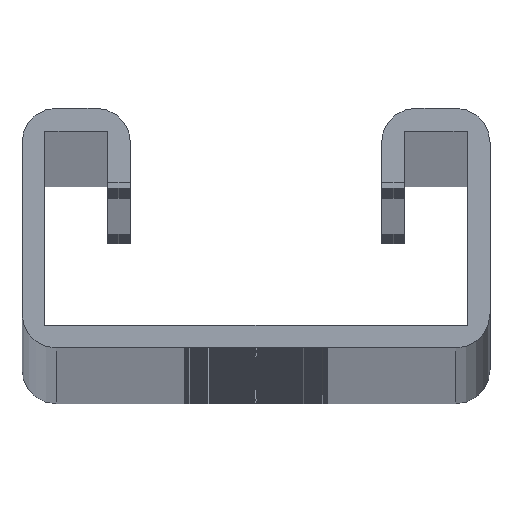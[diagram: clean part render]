
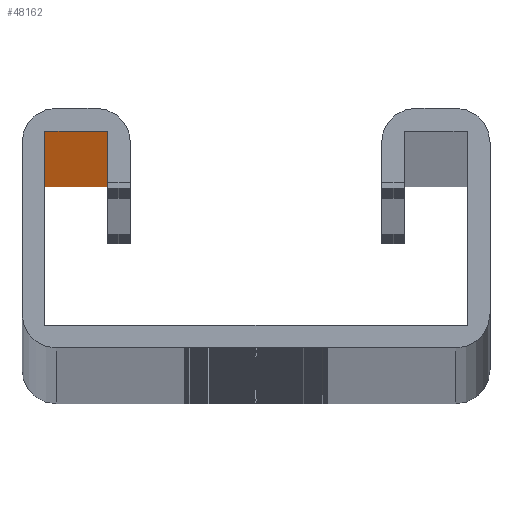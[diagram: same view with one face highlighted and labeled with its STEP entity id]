
A CAD part, top view. The second image highlights one B-rep face of the part: STEP entity #48162.
In plain terms, the highlighted planar face has unit normal (0, -1, 0).
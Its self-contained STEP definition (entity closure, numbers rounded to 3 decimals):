
#987 = LINE ( 'NONE', #32009, #55069 ) ;
#1822 = LINE ( 'NONE', #33396, #15149 ) ;
#1923 = EDGE_CURVE ( 'NONE', #30071, #56346, #22675, .T. ) ;
#4508 = AXIS2_PLACEMENT_3D ( 'NONE', #37727, #56355, #42066 ) ;
#5200 = DIRECTION ( 'NONE',  ( 1., 0., 0. ) ) ;
#7358 = DIRECTION ( 'NONE',  ( 1., 0., 0. ) ) ;
#8401 = FACE_OUTER_BOUND ( 'NONE', #40122, .T. ) ;
#8528 = VERTEX_POINT ( 'NONE', #15823 ) ;
#9200 = ORIENTED_EDGE ( 'NONE', *, *, #38897, .T. ) ;
#15149 = VECTOR ( 'NONE', #28862, 1000. ) ;
#15823 = CARTESIAN_POINT ( 'NONE',  ( -13., 19., -2800. ) ) ;
#18183 = EDGE_CURVE ( 'NONE', #30071, #44762, #987, .T. ) ;
#21858 = CARTESIAN_POINT ( 'NONE',  ( -18.5, 19., 0. ) ) ;
#22675 = LINE ( 'NONE', #30740, #41907 ) ;
#27828 = PLANE ( 'NONE',  #4508 ) ;
#28394 = CARTESIAN_POINT ( 'NONE',  ( -20.5, 19., -2800. ) ) ;
#28862 = DIRECTION ( 'NONE',  ( 0., 0., -1. ) ) ;
#30071 = VERTEX_POINT ( 'NONE', #21858 ) ;
#30740 = CARTESIAN_POINT ( 'NONE',  ( 0., 19., 0. ) ) ;
#31117 = ORIENTED_EDGE ( 'NONE', *, *, #60399, .F. ) ;
#31189 = VECTOR ( 'NONE', #5200, 1000. ) ;
#32009 = CARTESIAN_POINT ( 'NONE',  ( -18.5, 19., -1400. ) ) ;
#33396 = CARTESIAN_POINT ( 'NONE',  ( -13., 19., -1400. ) ) ;
#35226 = CARTESIAN_POINT ( 'NONE',  ( -18.5, 19., -2800. ) ) ;
#36349 = DIRECTION ( 'NONE',  ( 0., 0., -1. ) ) ;
#37727 = CARTESIAN_POINT ( 'NONE',  ( -20.5, 19., -1400. ) ) ;
#38897 = EDGE_CURVE ( 'NONE', #44762, #8528, #51902, .T. ) ;
#40122 = EDGE_LOOP ( 'NONE', ( #41175, #61017, #9200, #31117 ) ) ;
#41175 = ORIENTED_EDGE ( 'NONE', *, *, #1923, .F. ) ;
#41907 = VECTOR ( 'NONE', #7358, 1000. ) ;
#42066 = DIRECTION ( 'NONE',  ( 0., 0., -1. ) ) ;
#44762 = VERTEX_POINT ( 'NONE', #35226 ) ;
#48162 = ADVANCED_FACE ( 'NONE', ( #8401 ), #27828, .T. ) ;
#51902 = LINE ( 'NONE', #28394, #31189 ) ;
#53675 = CARTESIAN_POINT ( 'NONE',  ( -13., 19., 0. ) ) ;
#55069 = VECTOR ( 'NONE', #36349, 1000. ) ;
#56346 = VERTEX_POINT ( 'NONE', #53675 ) ;
#56355 = DIRECTION ( 'NONE',  ( 0., -1., 0. ) ) ;
#60399 = EDGE_CURVE ( 'NONE', #56346, #8528, #1822, .T. ) ;
#61017 = ORIENTED_EDGE ( 'NONE', *, *, #18183, .T. ) ;
